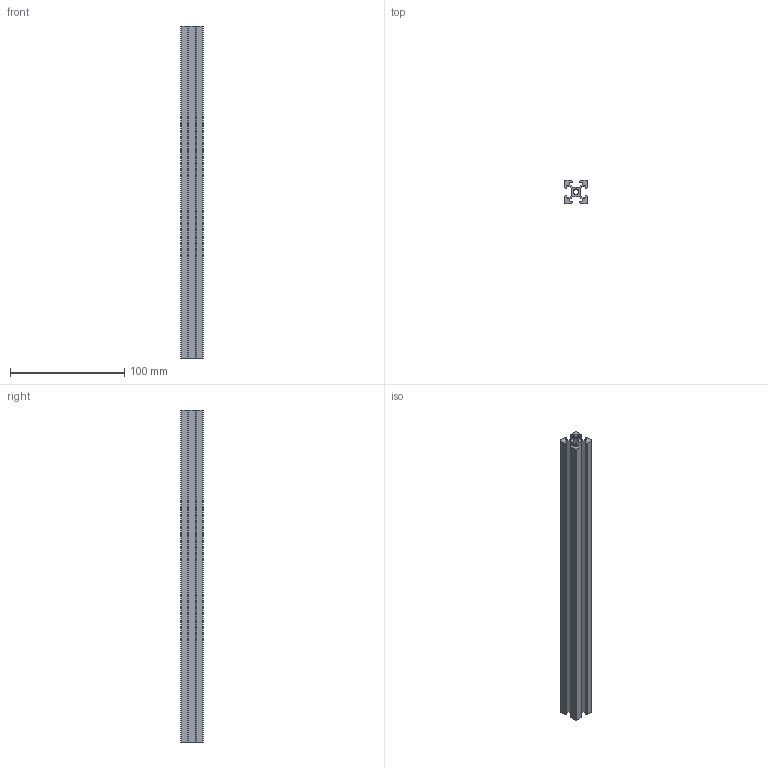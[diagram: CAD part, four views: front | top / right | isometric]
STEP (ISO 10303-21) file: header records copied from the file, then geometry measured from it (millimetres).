
FILE_DESCRIPTION(/* description */ (''),/* implementation_level */ '2;1');
FILE_NAME(/* name */ '290mm v3.step',/* time_stamp */ '2020-11-05T22:25:36+06:00',/* author */ (''),/* organization */ (''),/* preprocessor_version */ 'ST-DEVELOPER v18.1',/* originating_system */ 'Autodesk Translation Framework v9.3.0.1241',/* authorisation */ '');
FILE_SCHEMA (('AUTOMOTIVE_DESIGN { 1 0 10303 214 3 1 1 }'));
Length unit declared in the file: millimetre
Products named in the file (1): 290mm
Bounding box: 20 x 20 x 290 mm (x, y, z)
Volume: 49908 mm3; surface area: 47226.8 mm2
Topology: 1 solids, 1 shells, 91 faces, 267 edges, 178 vertices
Faces by surface type: plane 54, cylinder 37
Full cylindrical faces by diameter (mm): 5 x1
Entity records: 3072 total; most frequent: CARTESIAN_POINT 537, ORIENTED_EDGE 534, DIRECTION 525, EDGE_CURVE 267, LINE 193, VECTOR 193, VERTEX_POINT 178, AXIS2_PLACEMENT_3D 166
